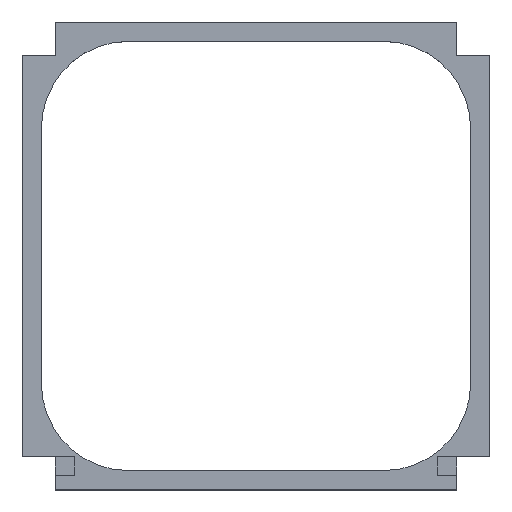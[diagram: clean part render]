
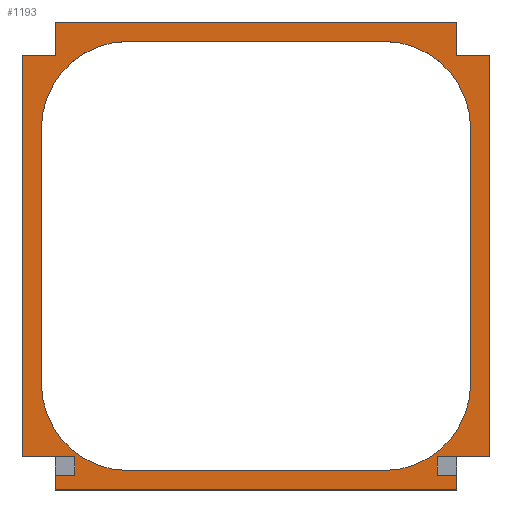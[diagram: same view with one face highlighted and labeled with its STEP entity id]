
A CAD part, top view. The second image highlights one B-rep face of the part: STEP entity #1193.
In plain terms, the highlighted planar face has unit normal (0, 0, 1).
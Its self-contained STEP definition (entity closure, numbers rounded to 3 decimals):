
#62=FACE_BOUND('',#235,.T.);
#104=CIRCLE('',#1309,18.);
#105=CIRCLE('',#1310,18.);
#106=CIRCLE('',#1311,18.);
#107=CIRCLE('',#1312,18.);
#153=FACE_OUTER_BOUND('',#234,.T.);
#234=EDGE_LOOP('',(#988,#989,#990,#991,#992,#993,#994,#995,#996,#997,#998,
#999,#1000,#1001,#1002,#1003,#1004,#1005));
#235=EDGE_LOOP('',(#1006,#1007,#1008,#1009,#1010,#1011,#1012,#1013));
#263=LINE('',#1677,#387);
#271=LINE('',#1701,#395);
#335=LINE('',#1901,#459);
#338=LINE('',#1906,#462);
#339=LINE('',#1910,#463);
#342=LINE('',#1918,#466);
#346=LINE('',#1926,#470);
#349=LINE('',#1932,#473);
#353=LINE('',#1939,#477);
#354=LINE('',#1941,#478);
#355=LINE('',#1943,#479);
#356=LINE('',#1944,#480);
#357=LINE('',#1945,#481);
#358=LINE('',#1946,#482);
#359=LINE('',#1948,#483);
#360=LINE('',#1950,#484);
#361=LINE('',#1952,#485);
#362=LINE('',#1953,#486);
#363=LINE('',#1958,#487);
#364=LINE('',#1962,#488);
#365=LINE('',#1966,#489);
#366=LINE('',#1969,#490);
#387=VECTOR('',#1339,10.);
#395=VECTOR('',#1359,10.);
#459=VECTOR('',#1553,10.);
#462=VECTOR('',#1558,10.);
#463=VECTOR('',#1561,10.);
#466=VECTOR('',#1568,10.);
#470=VECTOR('',#1574,10.);
#473=VECTOR('',#1579,10.);
#477=VECTOR('',#1587,10.);
#478=VECTOR('',#1588,10.);
#479=VECTOR('',#1589,10.);
#480=VECTOR('',#1590,10.);
#481=VECTOR('',#1591,10.);
#482=VECTOR('',#1592,10.);
#483=VECTOR('',#1593,10.);
#484=VECTOR('',#1594,10.);
#485=VECTOR('',#1595,10.);
#486=VECTOR('',#1596,10.);
#487=VECTOR('',#1599,10.);
#488=VECTOR('',#1602,10.);
#489=VECTOR('',#1605,10.);
#490=VECTOR('',#1608,10.);
#511=VERTEX_POINT('',#1675);
#512=VERTEX_POINT('',#1676);
#521=VERTEX_POINT('',#1698);
#522=VERTEX_POINT('',#1700);
#592=VERTEX_POINT('',#1898);
#593=VERTEX_POINT('',#1900);
#594=VERTEX_POINT('',#1904);
#595=VERTEX_POINT('',#1908);
#596=VERTEX_POINT('',#1909);
#598=VERTEX_POINT('',#1916);
#599=VERTEX_POINT('',#1917);
#602=VERTEX_POINT('',#1925);
#604=VERTEX_POINT('',#1931);
#606=VERTEX_POINT('',#1940);
#607=VERTEX_POINT('',#1942);
#608=VERTEX_POINT('',#1947);
#609=VERTEX_POINT('',#1949);
#610=VERTEX_POINT('',#1951);
#611=VERTEX_POINT('',#1954);
#612=VERTEX_POINT('',#1955);
#613=VERTEX_POINT('',#1957);
#614=VERTEX_POINT('',#1959);
#615=VERTEX_POINT('',#1961);
#616=VERTEX_POINT('',#1963);
#617=VERTEX_POINT('',#1965);
#618=VERTEX_POINT('',#1967);
#623=EDGE_CURVE('',#511,#512,#263,.T.);
#634=EDGE_CURVE('',#522,#521,#271,.T.);
#729=EDGE_CURVE('',#593,#592,#335,.T.);
#732=EDGE_CURVE('',#592,#594,#338,.T.);
#733=EDGE_CURVE('',#595,#596,#339,.T.);
#737=EDGE_CURVE('',#598,#599,#342,.T.);
#741=EDGE_CURVE('',#599,#602,#346,.T.);
#744=EDGE_CURVE('',#602,#604,#349,.T.);
#748=EDGE_CURVE('',#604,#522,#353,.T.);
#749=EDGE_CURVE('',#521,#606,#354,.T.);
#750=EDGE_CURVE('',#606,#607,#355,.T.);
#751=EDGE_CURVE('',#607,#511,#356,.T.);
#752=EDGE_CURVE('',#512,#593,#357,.T.);
#753=EDGE_CURVE('',#594,#595,#358,.T.);
#754=EDGE_CURVE('',#596,#608,#359,.T.);
#755=EDGE_CURVE('',#608,#609,#360,.T.);
#756=EDGE_CURVE('',#609,#610,#361,.T.);
#757=EDGE_CURVE('',#610,#598,#362,.T.);
#758=EDGE_CURVE('',#611,#612,#104,.T.);
#759=EDGE_CURVE('',#612,#613,#363,.T.);
#760=EDGE_CURVE('',#613,#614,#105,.T.);
#761=EDGE_CURVE('',#614,#615,#364,.T.);
#762=EDGE_CURVE('',#615,#616,#106,.T.);
#763=EDGE_CURVE('',#616,#617,#365,.T.);
#764=EDGE_CURVE('',#617,#618,#107,.T.);
#765=EDGE_CURVE('',#618,#611,#366,.T.);
#988=ORIENTED_EDGE('',*,*,#737,.T.);
#989=ORIENTED_EDGE('',*,*,#741,.T.);
#990=ORIENTED_EDGE('',*,*,#744,.T.);
#991=ORIENTED_EDGE('',*,*,#748,.T.);
#992=ORIENTED_EDGE('',*,*,#634,.T.);
#993=ORIENTED_EDGE('',*,*,#749,.T.);
#994=ORIENTED_EDGE('',*,*,#750,.T.);
#995=ORIENTED_EDGE('',*,*,#751,.T.);
#996=ORIENTED_EDGE('',*,*,#623,.T.);
#997=ORIENTED_EDGE('',*,*,#752,.T.);
#998=ORIENTED_EDGE('',*,*,#729,.T.);
#999=ORIENTED_EDGE('',*,*,#732,.T.);
#1000=ORIENTED_EDGE('',*,*,#753,.T.);
#1001=ORIENTED_EDGE('',*,*,#733,.T.);
#1002=ORIENTED_EDGE('',*,*,#754,.T.);
#1003=ORIENTED_EDGE('',*,*,#755,.T.);
#1004=ORIENTED_EDGE('',*,*,#756,.T.);
#1005=ORIENTED_EDGE('',*,*,#757,.T.);
#1006=ORIENTED_EDGE('',*,*,#758,.T.);
#1007=ORIENTED_EDGE('',*,*,#759,.T.);
#1008=ORIENTED_EDGE('',*,*,#760,.T.);
#1009=ORIENTED_EDGE('',*,*,#761,.T.);
#1010=ORIENTED_EDGE('',*,*,#762,.T.);
#1011=ORIENTED_EDGE('',*,*,#763,.T.);
#1012=ORIENTED_EDGE('',*,*,#764,.T.);
#1013=ORIENTED_EDGE('',*,*,#765,.T.);
#1133=PLANE('',#1308);
#1193=ADVANCED_FACE('',(#153,#62),#1133,.T.);
#1308=AXIS2_PLACEMENT_3D('',#1938,#1585,#1586);
#1309=AXIS2_PLACEMENT_3D('',#1956,#1597,#1598);
#1310=AXIS2_PLACEMENT_3D('',#1960,#1600,#1601);
#1311=AXIS2_PLACEMENT_3D('',#1964,#1603,#1604);
#1312=AXIS2_PLACEMENT_3D('',#1968,#1606,#1607);
#1339=DIRECTION('',(1.,0.,0.));
#1359=DIRECTION('',(1.,0.,0.));
#1553=DIRECTION('',(0.,1.,0.));
#1558=DIRECTION('',(-1.,0.,0.));
#1561=DIRECTION('',(-1.,0.,0.));
#1568=DIRECTION('',(1.,0.,0.));
#1574=DIRECTION('',(0.,-1.,0.));
#1579=DIRECTION('',(-1.,0.,0.));
#1585=DIRECTION('center_axis',(0.,0.,1.));
#1586=DIRECTION('ref_axis',(1.,0.,0.));
#1587=DIRECTION('',(0.,-1.,0.));
#1588=DIRECTION('',(0.,1.,0.));
#1589=DIRECTION('',(-1.,0.,0.));
#1590=DIRECTION('',(0.,1.,0.));
#1591=DIRECTION('',(1.,0.,0.));
#1592=DIRECTION('',(0.,1.,0.));
#1593=DIRECTION('',(0.,-1.,0.));
#1594=DIRECTION('',(-1.,0.,0.));
#1595=DIRECTION('',(0.,-1.,0.));
#1596=DIRECTION('',(1.,0.,0.));
#1597=DIRECTION('center_axis',(0.,0.,-1.));
#1598=DIRECTION('ref_axis',(0.,1.,0.));
#1599=DIRECTION('',(1.,0.,0.));
#1600=DIRECTION('center_axis',(0.,0.,-1.));
#1601=DIRECTION('ref_axis',(1.,0.,0.));
#1602=DIRECTION('',(0.,-1.,0.));
#1603=DIRECTION('center_axis',(0.,0.,-1.));
#1604=DIRECTION('ref_axis',(0.,-1.,0.));
#1605=DIRECTION('',(-1.,0.,0.));
#1606=DIRECTION('center_axis',(0.,0.,-1.));
#1607=DIRECTION('ref_axis',(-1.,0.,0.));
#1608=DIRECTION('',(0.,1.,0.));
#1675=CARTESIAN_POINT('',(-12.5,8.5,6.));
#1676=CARTESIAN_POINT('',(-8.5,8.5,6.));
#1677=CARTESIAN_POINT('',(-29.25,8.5,6.));
#1698=CARTESIAN_POINT('',(-8.5,1.6,6.));
#1700=CARTESIAN_POINT('',(-91.5,1.6,6.));
#1701=CARTESIAN_POINT('',(-8.5,1.6,6.));
#1898=CARTESIAN_POINT('',(-1.6,91.5,6.));
#1900=CARTESIAN_POINT('',(-1.6,8.5,6.));
#1901=CARTESIAN_POINT('',(-1.6,91.5,6.));
#1904=CARTESIAN_POINT('',(-8.5,91.5,6.));
#1906=CARTESIAN_POINT('',(-8.5,91.5,6.));
#1908=CARTESIAN_POINT('',(-8.5,98.4,6.));
#1909=CARTESIAN_POINT('',(-91.5,98.4,6.));
#1910=CARTESIAN_POINT('',(-91.5,98.4,6.));
#1916=CARTESIAN_POINT('',(-91.5,8.5,6.));
#1917=CARTESIAN_POINT('',(-87.5,8.5,6.));
#1918=CARTESIAN_POINT('',(-68.75,8.5,6.));
#1925=CARTESIAN_POINT('',(-87.5,4.6,6.));
#1926=CARTESIAN_POINT('',(-87.5,27.3,6.));
#1931=CARTESIAN_POINT('',(-91.5,4.6,6.));
#1932=CARTESIAN_POINT('',(-70.75,4.6,6.));
#1938=CARTESIAN_POINT('Origin',(-50.,50.,6.));
#1939=CARTESIAN_POINT('',(-91.5,8.5,6.));
#1940=CARTESIAN_POINT('',(-8.5,4.6,6.));
#1941=CARTESIAN_POINT('',(-8.5,8.5,6.));
#1942=CARTESIAN_POINT('',(-12.5,4.6,6.));
#1943=CARTESIAN_POINT('',(-31.25,4.6,6.));
#1944=CARTESIAN_POINT('',(-12.5,29.3,6.));
#1945=CARTESIAN_POINT('',(-8.5,8.5,6.));
#1946=CARTESIAN_POINT('',(-8.5,91.5,6.));
#1947=CARTESIAN_POINT('',(-91.5,91.5,6.));
#1948=CARTESIAN_POINT('',(-91.5,91.5,6.));
#1949=CARTESIAN_POINT('',(-98.4,91.5,6.));
#1950=CARTESIAN_POINT('',(-91.5,91.5,6.));
#1951=CARTESIAN_POINT('',(-98.4,8.5,6.));
#1952=CARTESIAN_POINT('',(-98.4,8.5,6.));
#1953=CARTESIAN_POINT('',(-91.5,8.5,6.));
#1954=CARTESIAN_POINT('',(-94.4,76.4,6.));
#1955=CARTESIAN_POINT('',(-76.4,94.4,6.));
#1956=CARTESIAN_POINT('Origin',(-76.4,76.4,6.));
#1957=CARTESIAN_POINT('',(-23.6,94.4,6.));
#1958=CARTESIAN_POINT('',(-23.6,94.4,6.));
#1959=CARTESIAN_POINT('',(-5.6,76.4,6.));
#1960=CARTESIAN_POINT('Origin',(-23.6,76.4,6.));
#1961=CARTESIAN_POINT('',(-5.6,23.6,6.));
#1962=CARTESIAN_POINT('',(-5.6,23.6,6.));
#1963=CARTESIAN_POINT('',(-23.6,5.6,6.));
#1964=CARTESIAN_POINT('Origin',(-23.6,23.6,6.));
#1965=CARTESIAN_POINT('',(-76.4,5.6,6.));
#1966=CARTESIAN_POINT('',(-76.4,5.6,6.));
#1967=CARTESIAN_POINT('',(-94.4,23.6,6.));
#1968=CARTESIAN_POINT('Origin',(-76.4,23.6,6.));
#1969=CARTESIAN_POINT('',(-94.4,76.4,6.));
